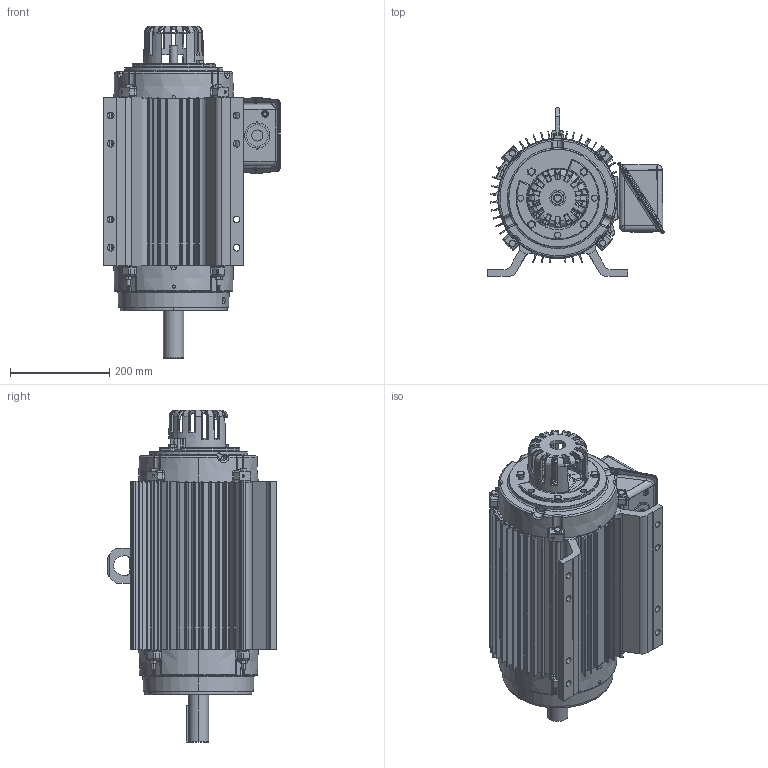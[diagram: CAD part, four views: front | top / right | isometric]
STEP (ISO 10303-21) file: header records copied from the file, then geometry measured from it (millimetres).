
FILE_DESCRIPTION (( 'STEP AP214' ), '1' );
FILE_NAME ('Y546-A772.STEP', '2022-01-11T18:41:09', ( '' ), ( '' ), 'SwSTEP 2.0', 'SolidWorks 2017', '' );
FILE_SCHEMA (( 'AUTOMOTIVE_DESIGN' ));
Length unit declared in the file: inch
Products named in the file (1): Y546-A772
Bounding box: 356.56 x 341.77 x 669.59 mm (x, y, z)
Volume: 6266846.6 mm3; surface area: 1972018.6 mm2
Topology: 30 solids, 30 shells, 3247 faces, 8332 edges, 4975 vertices
Faces by surface type: bspline 1133, cylinder 1034, plane 766, cone 314
Entity records: 151050 total; most frequent: CARTESIAN_POINT 79855, ORIENTED_EDGE 16272, DIRECTION 13272, EDGE_CURVE 8136, AXIS2_PLACEMENT_3D 5216, VERTEX_POINT 4975, EDGE_LOOP 3423, FACE_OUTER_BOUND 3247
